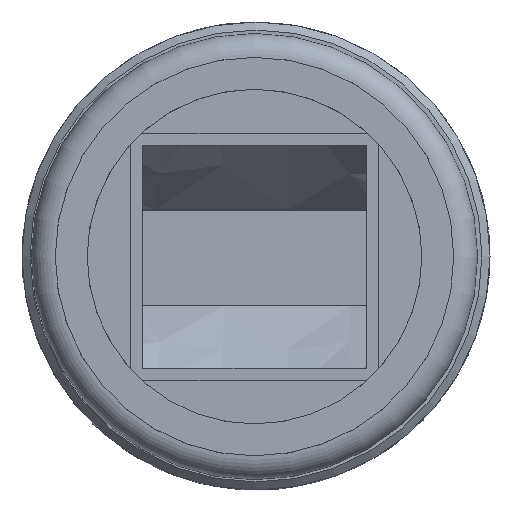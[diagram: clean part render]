
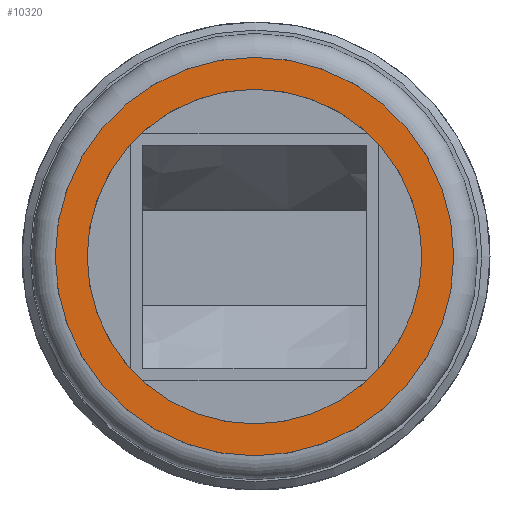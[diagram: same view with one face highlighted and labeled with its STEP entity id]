
A CAD part, top view. The second image highlights one B-rep face of the part: STEP entity #10320.
In plain terms, the highlighted planar face has unit normal (0, 0, 1).
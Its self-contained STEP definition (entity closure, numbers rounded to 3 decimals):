
#726=FACE_BOUND('',#3578,.T.);
#754=PLANE('',#10978);
#2952=FACE_OUTER_BOUND('',#3577,.T.);
#3577=EDGE_LOOP('',(#7202));
#3578=EDGE_LOOP('',(#7203));
#4220=CIRCLE('',#10979,12.5);
#4221=CIRCLE('',#10980,10.5);
#4474=VERTEX_POINT('',#14543);
#4475=VERTEX_POINT('',#14545);
#5510=EDGE_CURVE('',#4474,#4474,#4220,.T.);
#5511=EDGE_CURVE('',#4475,#4475,#4221,.T.);
#7202=ORIENTED_EDGE('',*,*,#5510,.F.);
#7203=ORIENTED_EDGE('',*,*,#5511,.F.);
#10320=ADVANCED_FACE('',(#2952,#726),#754,.T.);
#10978=AXIS2_PLACEMENT_3D('',#14542,#11805,#11806);
#10979=AXIS2_PLACEMENT_3D('',#14544,#11807,#11808);
#10980=AXIS2_PLACEMENT_3D('',#14546,#11809,#11810);
#11805=DIRECTION('center_axis',(0.,0.,1.));
#11806=DIRECTION('ref_axis',(-1.,0.,0.));
#11807=DIRECTION('center_axis',(0.,0.,-1.));
#11808=DIRECTION('ref_axis',(-1.,0.,0.));
#11809=DIRECTION('center_axis',(0.,0.,1.));
#11810=DIRECTION('ref_axis',(-1.,0.,0.));
#14542=CARTESIAN_POINT('Origin',(0.,0.,10.9));
#14543=CARTESIAN_POINT('',(12.5,0.,10.9));
#14544=CARTESIAN_POINT('Origin',(0.,0.,10.9));
#14545=CARTESIAN_POINT('',(10.5,0.,10.9));
#14546=CARTESIAN_POINT('Origin',(0.,0.,10.9));
